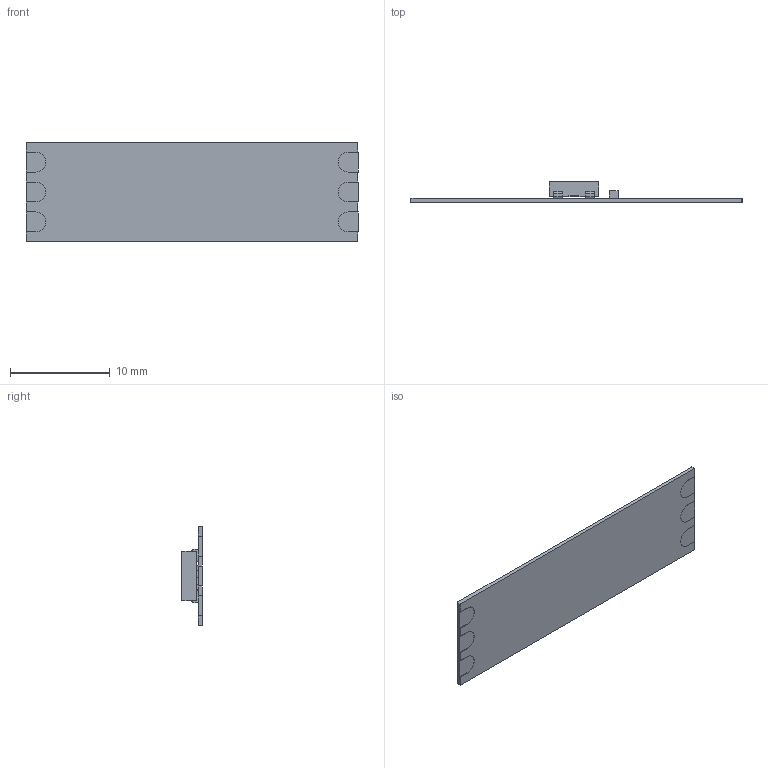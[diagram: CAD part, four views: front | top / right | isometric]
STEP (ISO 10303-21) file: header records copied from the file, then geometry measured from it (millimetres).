
FILE_DESCRIPTION(/* description */ (''),/* implementation_level */ '2;1');
FILE_NAME(/* name */ 'WS2812B Black 30leds v13.step',/* time_stamp */ '2021-08-10T12:19:28+03:00',/* author */ (''),/* organization */ (''),/* preprocessor_version */ 'ST-DEVELOPER v18.1',/* originating_system */ 'Autodesk Translation Framework v10.9.0.1377',/* authorisation */ '');
FILE_SCHEMA (('AUTOMOTIVE_DESIGN { 1 0 10303 214 3 1 1 }'));
Length unit declared in the file: millimetre
Products named in the file (3): WS2812B Black 30leds; WS2812B LED; WS2812_RGB_LED_updated v3
Assembly tree (2 placements, depth 3):
  WS2812B Black 30leds
    WS2812B LED
      WS2812_RGB_LED_updated v3
Bounding box: 33.34 x 2.05 x 10 mm (x, y, z)
Volume: 171.7 mm3; surface area: 854 mm2
Topology: 12 solids, 12 shells, 487 faces, 1315 edges, 881 vertices
Faces by surface type: plane 310, bspline 146, cylinder 29, cone 2
Full cylindrical faces by diameter (mm): 1.146 x1, 3.9 x1
Entity records: 16673 total; most frequent: CARTESIAN_POINT 5170, ORIENTED_EDGE 2630, DIRECTION 1794, EDGE_CURVE 1315, LINE 944, VECTOR 944, VERTEX_POINT 881, EDGE_LOOP 516
